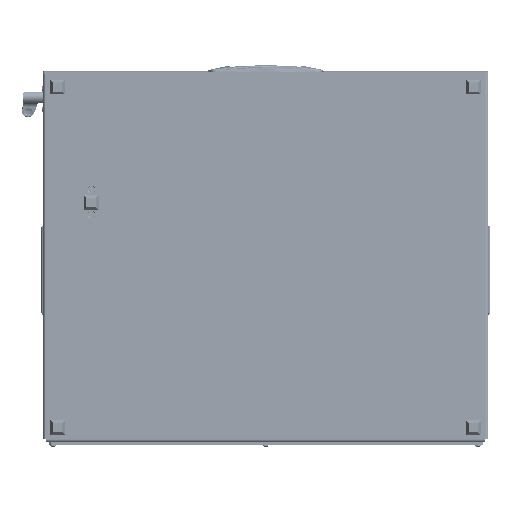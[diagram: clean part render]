
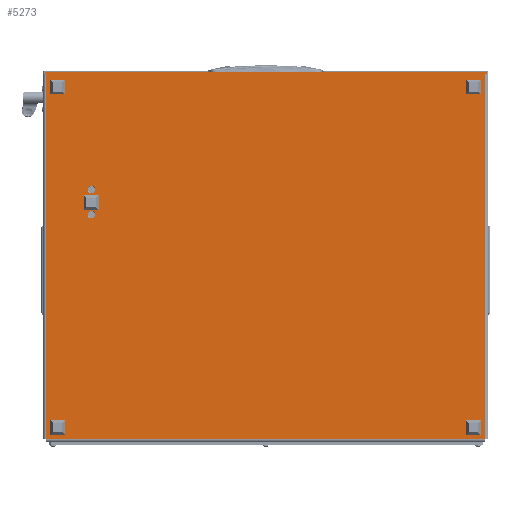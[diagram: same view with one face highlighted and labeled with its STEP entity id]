
A CAD part, front view. The second image highlights one B-rep face of the part: STEP entity #5273.
In plain terms, the highlighted face is planar.
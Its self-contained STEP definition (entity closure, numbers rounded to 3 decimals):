
#242 = LINE ( 'NONE', #72936, #7863 ) ;
#5273 = ADVANCED_FACE ( 'NONE', ( #23255, #95274, #96858 ), #87970, .T. ) ;
#5733 = EDGE_CURVE ( 'NONE', #52521, #87357, #37009, .T. ) ;
#7810 = CARTESIAN_POINT ( 'NONE',  ( -2., 610., 0. ) ) ;
#7863 = VECTOR ( 'NONE', #23765, 1000. ) ;
#8761 = ORIENTED_EDGE ( 'NONE', *, *, #107762, .F. ) ;
#10122 = EDGE_CURVE ( 'NONE', #95621, #40903, #87336, .T. ) ;
#10994 = CARTESIAN_POINT ( 'NONE',  ( 160., 545., 0. ) ) ;
#13335 = DIRECTION ( 'NONE',  ( 0., 0., -1. ) ) ;
#14737 = CARTESIAN_POINT ( 'NONE',  ( 189.8, 545., 0. ) ) ;
#17152 = CARTESIAN_POINT ( 'NONE',  ( 0., 610., 0. ) ) ;
#18730 = CARTESIAN_POINT ( 'NONE',  ( 0., -4., 0. ) ) ;
#19943 = CARTESIAN_POINT ( 'NONE',  ( 195., 545., 0. ) ) ;
#22855 = VERTEX_POINT ( 'NONE', #86833 ) ;
#23089 = ORIENTED_EDGE ( 'NONE', *, *, #50585, .F. ) ;
#23255 = FACE_BOUND ( 'NONE', #77004, .T. ) ;
#23647 = CARTESIAN_POINT ( 'NONE',  ( 0., 0., 0. ) ) ;
#23765 = DIRECTION ( 'NONE',  ( 1., 0., 0. ) ) ;
#24019 = CARTESIAN_POINT ( 'NONE',  ( 195., 545., 0. ) ) ;
#26367 = AXIS2_PLACEMENT_3D ( 'NONE', #122797, #113808, #106965 ) ;
#27196 = EDGE_CURVE ( 'NONE', #111238, #61498, #63179, .T. ) ;
#29032 = EDGE_CURVE ( 'NONE', #73619, #102230, #111552, .T. ) ;
#30206 = DIRECTION ( 'NONE',  ( 0., 0., -1. ) ) ;
#30867 = CARTESIAN_POINT ( 'NONE',  ( 0., -2., 0. ) ) ;
#32158 = DIRECTION ( 'NONE',  ( -1., 0., 0. ) ) ;
#32452 = AXIS2_PLACEMENT_3D ( 'NONE', #39545, #96957, #38254 ) ;
#33550 = EDGE_CURVE ( 'NONE', #102230, #73619, #78971, .T. ) ;
#37009 = LINE ( 'NONE', #114284, #67541 ) ;
#38254 = DIRECTION ( 'NONE',  ( -1., 0., 0. ) ) ;
#38476 = CARTESIAN_POINT ( 'NONE',  ( 0., -2., 0. ) ) ;
#39545 = CARTESIAN_POINT ( 'NONE',  ( 0., 608., 0. ) ) ;
#40903 = VERTEX_POINT ( 'NONE', #109597 ) ;
#42215 = CARTESIAN_POINT ( 'NONE',  ( 0., 608., 0. ) ) ;
#43724 = CARTESIAN_POINT ( 'NONE',  ( 0., 610., 0. ) ) ;
#45721 = EDGE_CURVE ( 'NONE', #67529, #87357, #242, .T. ) ;
#47085 = DIRECTION ( 'NONE',  ( 1., 0., 0. ) ) ;
#48144 = LINE ( 'NONE', #80005, #117011 ) ;
#50585 = EDGE_CURVE ( 'NONE', #52521, #111238, #77492, .T. ) ;
#52270 = ORIENTED_EDGE ( 'NONE', *, *, #5733, .T. ) ;
#52521 = VERTEX_POINT ( 'NONE', #95071 ) ;
#53233 = EDGE_LOOP ( 'NONE', ( #78488, #94826, #105071, #68514, #107090, #23089, #52270, #115982 ) ) ;
#55457 = EDGE_CURVE ( 'NONE', #74661, #61498, #66949, .T. ) ;
#56167 = AXIS2_PLACEMENT_3D ( 'NONE', #24019, #13335, #32158 ) ;
#56675 = DIRECTION ( 'NONE',  ( -1., 0., 0. ) ) ;
#57848 = CARTESIAN_POINT ( 'NONE',  ( 154.8, 545., 0. ) ) ;
#58447 = EDGE_LOOP ( 'NONE', ( #87452, #8761 ) ) ;
#61498 = VERTEX_POINT ( 'NONE', #43724 ) ;
#63179 = LINE ( 'NONE', #124675, #125998 ) ;
#66928 = CARTESIAN_POINT ( 'NONE',  ( 0., 608., 0. ) ) ;
#66949 = LINE ( 'NONE', #17152, #108354 ) ;
#67529 = VERTEX_POINT ( 'NONE', #23647 ) ;
#67541 = VECTOR ( 'NONE', #94292, 1000. ) ;
#68514 = ORIENTED_EDGE ( 'NONE', *, *, #55457, .T. ) ;
#72936 = CARTESIAN_POINT ( 'NONE',  ( 0., 0., 0. ) ) ;
#73619 = VERTEX_POINT ( 'NONE', #57848 ) ;
#74661 = VERTEX_POINT ( 'NONE', #7810 ) ;
#77004 = EDGE_LOOP ( 'NONE', ( #88421, #118995 ) ) ;
#77492 = LINE ( 'NONE', #66928, #105025 ) ;
#78488 = ORIENTED_EDGE ( 'NONE', *, *, #109369, .F. ) ;
#78570 = DIRECTION ( 'NONE',  ( -1., 0., 0. ) ) ;
#78971 = CIRCLE ( 'NONE', #116853, 5.2 ) ;
#79152 = DIRECTION ( 'NONE',  ( 0., 1., 0. ) ) ;
#80005 = CARTESIAN_POINT ( 'NONE',  ( -2., -4., 0. ) ) ;
#82169 = VERTEX_POINT ( 'NONE', #14737 ) ;
#84178 = VECTOR ( 'NONE', #117109, 1000. ) ;
#86169 = CARTESIAN_POINT ( 'NONE',  ( 506., 0., 0. ) ) ;
#86833 = CARTESIAN_POINT ( 'NONE',  ( 200.2, 545., 0. ) ) ;
#87336 = LINE ( 'NONE', #38476, #122518 ) ;
#87357 = VERTEX_POINT ( 'NONE', #86169 ) ;
#87452 = ORIENTED_EDGE ( 'NONE', *, *, #107175, .F. ) ;
#87970 = PLANE ( 'NONE',  #32452 ) ;
#88421 = ORIENTED_EDGE ( 'NONE', *, *, #29032, .F. ) ;
#89773 = DIRECTION ( 'NONE',  ( -1., 0., 0. ) ) ;
#94292 = DIRECTION ( 'NONE',  ( 0., -1., 0. ) ) ;
#94826 = ORIENTED_EDGE ( 'NONE', *, *, #10122, .T. ) ;
#95071 = CARTESIAN_POINT ( 'NONE',  ( 506., 608., 0. ) ) ;
#95274 = FACE_BOUND ( 'NONE', #58447, .T. ) ;
#95621 = VERTEX_POINT ( 'NONE', #30867 ) ;
#96858 = FACE_OUTER_BOUND ( 'NONE', #53233, .T. ) ;
#96957 = DIRECTION ( 'NONE',  ( 0., 0., -1. ) ) ;
#99598 = DIRECTION ( 'NONE',  ( 0., 0., -1. ) ) ;
#101226 = CIRCLE ( 'NONE', #125970, 5.2 ) ;
#102230 = VERTEX_POINT ( 'NONE', #108392 ) ;
#105025 = VECTOR ( 'NONE', #56675, 1000. ) ;
#105071 = ORIENTED_EDGE ( 'NONE', *, *, #113780, .T. ) ;
#105679 = DIRECTION ( 'NONE',  ( -1., 0., 0. ) ) ;
#106965 = DIRECTION ( 'NONE',  ( -1., 0., 0. ) ) ;
#107090 = ORIENTED_EDGE ( 'NONE', *, *, #27196, .F. ) ;
#107175 = EDGE_CURVE ( 'NONE', #82169, #22855, #118242, .T. ) ;
#107762 = EDGE_CURVE ( 'NONE', #22855, #82169, #101226, .T. ) ;
#108354 = VECTOR ( 'NONE', #47085, 1000. ) ;
#108392 = CARTESIAN_POINT ( 'NONE',  ( 165.2, 545., 0. ) ) ;
#109369 = EDGE_CURVE ( 'NONE', #95621, #67529, #110154, .T. ) ;
#109597 = CARTESIAN_POINT ( 'NONE',  ( -2., -2., 0. ) ) ;
#110154 = LINE ( 'NONE', #18730, #84178 ) ;
#111238 = VERTEX_POINT ( 'NONE', #42215 ) ;
#111552 = CIRCLE ( 'NONE', #26367, 5.2 ) ;
#113780 = EDGE_CURVE ( 'NONE', #40903, #74661, #48144, .T. ) ;
#113808 = DIRECTION ( 'NONE',  ( 0., 0., -1. ) ) ;
#114284 = CARTESIAN_POINT ( 'NONE',  ( 506., 608., 0. ) ) ;
#114751 = DIRECTION ( 'NONE',  ( 0., 1., 0. ) ) ;
#115982 = ORIENTED_EDGE ( 'NONE', *, *, #45721, .F. ) ;
#116853 = AXIS2_PLACEMENT_3D ( 'NONE', #10994, #99598, #89773 ) ;
#117011 = VECTOR ( 'NONE', #79152, 1000. ) ;
#117109 = DIRECTION ( 'NONE',  ( 0., 1., 0. ) ) ;
#118242 = CIRCLE ( 'NONE', #56167, 5.2 ) ;
#118995 = ORIENTED_EDGE ( 'NONE', *, *, #33550, .F. ) ;
#122518 = VECTOR ( 'NONE', #105679, 1000. ) ;
#122797 = CARTESIAN_POINT ( 'NONE',  ( 160., 545., 0. ) ) ;
#124675 = CARTESIAN_POINT ( 'NONE',  ( 0., -4., 0. ) ) ;
#125970 = AXIS2_PLACEMENT_3D ( 'NONE', #19943, #30206, #78570 ) ;
#125998 = VECTOR ( 'NONE', #114751, 1000. ) ;
